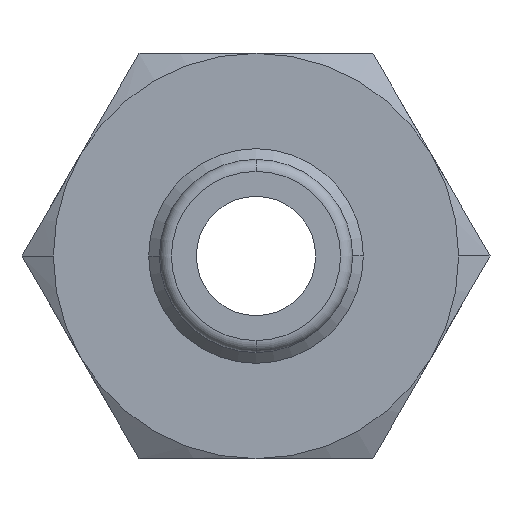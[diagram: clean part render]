
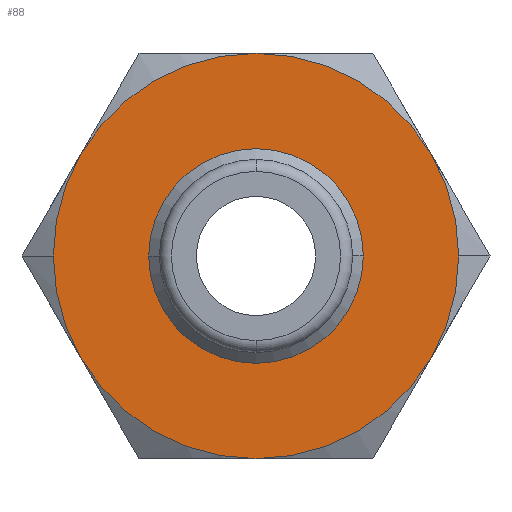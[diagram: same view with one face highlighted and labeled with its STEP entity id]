
A CAD part, front view. The second image highlights one B-rep face of the part: STEP entity #88.
In plain terms, the highlighted planar face has unit normal (0, -1, 0).
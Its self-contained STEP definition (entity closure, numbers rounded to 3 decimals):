
#88=ADVANCED_FACE('',(#211,#212),#213,.T.);
#211=FACE_OUTER_BOUND('',#366,.T.);
#212=FACE_BOUND('',#367,.T.);
#213=PLANE('',#368);
#366=EDGE_LOOP('',(#561,#562,#563,#564,#565,#566,#567,#568));
#367=EDGE_LOOP('',(#569,#570));
#368=AXIS2_PLACEMENT_3D('',#571,#572,#573);
#561=ORIENTED_EDGE('',*,*,#935,.F.);
#562=ORIENTED_EDGE('',*,*,#936,.F.);
#563=ORIENTED_EDGE('',*,*,#937,.F.);
#564=ORIENTED_EDGE('',*,*,#938,.F.);
#565=ORIENTED_EDGE('',*,*,#939,.F.);
#566=ORIENTED_EDGE('',*,*,#940,.F.);
#567=ORIENTED_EDGE('',*,*,#889,.F.);
#568=ORIENTED_EDGE('',*,*,#941,.F.);
#569=ORIENTED_EDGE('',*,*,#942,.F.);
#570=ORIENTED_EDGE('',*,*,#943,.F.);
#571=CARTESIAN_POINT('',(4.25,14.0,0.0));
#572=DIRECTION('',(-0.0,-1.0,-0.0));
#573=DIRECTION('',(-1.0,0.0,0.0));
#889=EDGE_CURVE('',#1041,#1038,#1043,.T.);
#935=EDGE_CURVE('',#1123,#1124,#1125,.T.);
#936=EDGE_CURVE('',#1126,#1123,#1127,.T.);
#937=EDGE_CURVE('',#1102,#1126,#1128,.T.);
#938=EDGE_CURVE('',#1129,#1102,#1130,.T.);
#939=EDGE_CURVE('',#1131,#1129,#1132,.T.);
#940=EDGE_CURVE('',#1038,#1131,#1133,.T.);
#941=EDGE_CURVE('',#1124,#1041,#1134,.T.);
#942=EDGE_CURVE('',#1135,#1136,#1137,.T.);
#943=EDGE_CURVE('',#1136,#1135,#1138,.T.);
#1038=VERTEX_POINT('',#1248);
#1041=VERTEX_POINT('',#1262);
#1043=CIRCLE('',#1275,8.5);
#1102=VERTEX_POINT('',#1340);
#1123=VERTEX_POINT('',#1409);
#1124=VERTEX_POINT('',#1410);
#1125=CIRCLE('',#1411,8.5);
#1126=VERTEX_POINT('',#1412);
#1127=CIRCLE('',#1413,8.5);
#1128=CIRCLE('',#1414,8.5);
#1129=VERTEX_POINT('',#1415);
#1130=CIRCLE('',#1416,8.5);
#1131=VERTEX_POINT('',#1417);
#1132=CIRCLE('',#1418,8.5);
#1133=CIRCLE('',#1419,8.5);
#1134=CIRCLE('',#1420,8.5);
#1135=VERTEX_POINT('',#1421);
#1136=VERTEX_POINT('',#1422);
#1137=CIRCLE('',#1423,4.5);
#1138=CIRCLE('',#1424,4.5);
#1248=CARTESIAN_POINT('',(0.0,14.0,-8.5));
#1262=CARTESIAN_POINT('',(7.361,14.0,-4.25));
#1275=AXIS2_PLACEMENT_3D('',#1751,#1752,#1753);
#1340=CARTESIAN_POINT('',(-7.361,14.0,4.25));
#1409=CARTESIAN_POINT('',(7.361,14.0,4.25));
#1410=CARTESIAN_POINT('',(8.5,14.0,0.));
#1411=AXIS2_PLACEMENT_3D('',#1833,#1834,#1835);
#1412=CARTESIAN_POINT('',(0.,14.0,8.5));
#1413=AXIS2_PLACEMENT_3D('',#1836,#1837,#1838);
#1414=AXIS2_PLACEMENT_3D('',#1839,#1840,#1841);
#1415=CARTESIAN_POINT('',(-8.5,14.0,0.));
#1416=AXIS2_PLACEMENT_3D('',#1842,#1843,#1844);
#1417=CARTESIAN_POINT('',(-7.361,14.0,-4.25));
#1418=AXIS2_PLACEMENT_3D('',#1845,#1846,#1847);
#1419=AXIS2_PLACEMENT_3D('',#1848,#1849,#1850);
#1420=AXIS2_PLACEMENT_3D('',#1851,#1852,#1853);
#1421=CARTESIAN_POINT('',(-4.5,14.0,0.));
#1422=CARTESIAN_POINT('',(4.5,14.0,0.));
#1423=AXIS2_PLACEMENT_3D('',#1854,#1855,#1856);
#1424=AXIS2_PLACEMENT_3D('',#1857,#1858,#1859);
#1751=CARTESIAN_POINT('',(0.0,14.0,0.0));
#1752=DIRECTION('',(-0.0,1.0,0.0));
#1753=DIRECTION('',(1.0,0.0,0.0));
#1833=CARTESIAN_POINT('',(0.0,14.0,0.0));
#1834=DIRECTION('',(-0.0,1.0,0.0));
#1835=DIRECTION('',(1.0,0.0,0.0));
#1836=CARTESIAN_POINT('',(0.0,14.0,0.0));
#1837=DIRECTION('',(-0.0,1.0,0.0));
#1838=DIRECTION('',(1.0,0.0,0.0));
#1839=CARTESIAN_POINT('',(0.0,14.0,0.0));
#1840=DIRECTION('',(-0.0,1.0,0.0));
#1841=DIRECTION('',(1.0,0.0,0.0));
#1842=CARTESIAN_POINT('',(0.0,14.0,0.0));
#1843=DIRECTION('',(-0.0,1.0,0.0));
#1844=DIRECTION('',(1.0,0.0,0.0));
#1845=CARTESIAN_POINT('',(0.0,14.0,0.0));
#1846=DIRECTION('',(-0.0,1.0,0.0));
#1847=DIRECTION('',(1.0,0.0,0.0));
#1848=CARTESIAN_POINT('',(0.0,14.0,0.0));
#1849=DIRECTION('',(-0.0,1.0,0.0));
#1850=DIRECTION('',(1.0,0.0,0.0));
#1851=CARTESIAN_POINT('',(0.0,14.0,0.0));
#1852=DIRECTION('',(-0.0,1.0,0.0));
#1853=DIRECTION('',(1.0,0.0,0.0));
#1854=CARTESIAN_POINT('',(0.0,14.0,0.0));
#1855=DIRECTION('',(0.0,-1.0,0.0));
#1856=DIRECTION('',(1.0,0.0,0.0));
#1857=CARTESIAN_POINT('',(0.0,14.0,0.0));
#1858=DIRECTION('',(0.0,-1.0,0.0));
#1859=DIRECTION('',(1.0,0.0,0.0));
